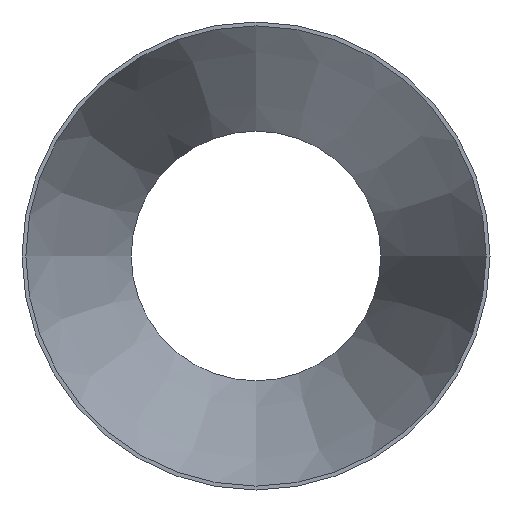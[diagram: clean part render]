
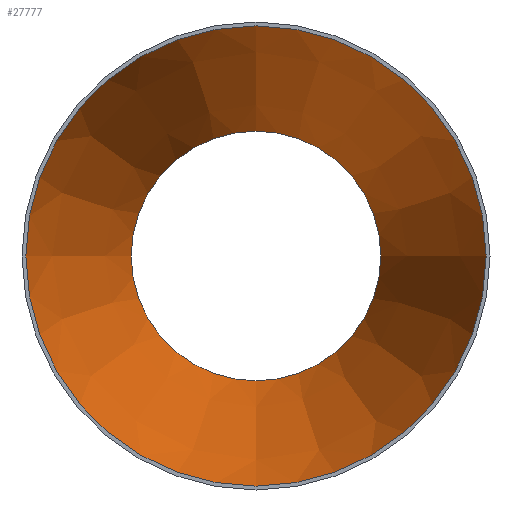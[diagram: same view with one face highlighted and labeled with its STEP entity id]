
A CAD part, front view. The second image highlights one B-rep face of the part: STEP entity #27777.
In plain terms, the highlighted conical face has half-angle 17.8 degrees and reference radius 124.899 mm.
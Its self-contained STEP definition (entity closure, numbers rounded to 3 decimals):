
#6696 = DIRECTION ( 'NONE',  ( 0., 0., -1. ) ) ;
#7023 = EDGE_LOOP ( 'NONE', ( #12784 ) ) ;
#7746 = AXIS2_PLACEMENT_3D ( 'NONE', #11974, #22631, #6696 ) ;
#8161 = DIRECTION ( 'NONE',  ( 0., -1., 0. ) ) ;
#9459 = CIRCLE ( 'NONE', #32942, 67.749 ) ;
#10803 = FACE_BOUND ( 'NONE', #7023, .T. ) ;
#11974 = CARTESIAN_POINT ( 'NONE',  ( 0., 0., 0. ) ) ;
#12784 = ORIENTED_EDGE ( 'NONE', *, *, #12787, .F. ) ;
#12787 = EDGE_CURVE ( 'NONE', #16504, #16504, #9459, .T. ) ;
#14042 = CARTESIAN_POINT ( 'NONE',  ( 0., 178., -67.749 ) ) ;
#15363 = CARTESIAN_POINT ( 'NONE',  ( 0., 178., 0. ) ) ;
#15704 = DIRECTION ( 'NONE',  ( 0., 0., -1. ) ) ;
#16095 = CONICAL_SURFACE ( 'NONE', #18894, 124.899, 0.311 ) ;
#16504 = VERTEX_POINT ( 'NONE', #14042 ) ;
#18140 = DIRECTION ( 'NONE',  ( 0., -1., 0. ) ) ;
#18894 = AXIS2_PLACEMENT_3D ( 'NONE', #32496, #8161, #19201 ) ;
#19201 = DIRECTION ( 'NONE',  ( 0., 0., -1. ) ) ;
#19530 = CIRCLE ( 'NONE', #7746, 124.899 ) ;
#21465 = FACE_OUTER_BOUND ( 'NONE', #30678, .T. ) ;
#22252 = VERTEX_POINT ( 'NONE', #30152 ) ;
#22631 = DIRECTION ( 'NONE',  ( 0., -1., 0. ) ) ;
#27777 = ADVANCED_FACE ( 'NONE', ( #10803, #21465 ), #16095, .F. ) ;
#30152 = CARTESIAN_POINT ( 'NONE',  ( 0., 0., -124.899 ) ) ;
#30678 = EDGE_LOOP ( 'NONE', ( #32997 ) ) ;
#32496 = CARTESIAN_POINT ( 'NONE',  ( 0., 0., 0. ) ) ;
#32942 = AXIS2_PLACEMENT_3D ( 'NONE', #15363, #18140, #15704 ) ;
#32997 = ORIENTED_EDGE ( 'NONE', *, *, #34170, .T. ) ;
#34170 = EDGE_CURVE ( 'NONE', #22252, #22252, #19530, .T. ) ;
